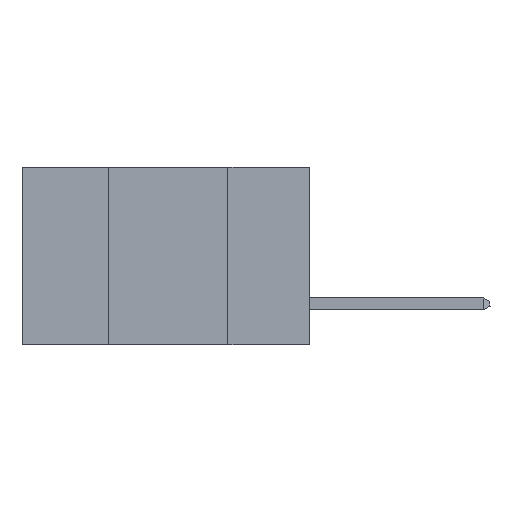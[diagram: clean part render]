
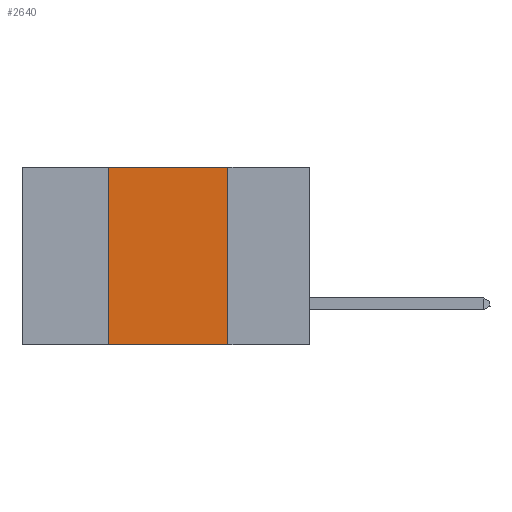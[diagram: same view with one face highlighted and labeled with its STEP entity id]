
A CAD part, left-side view. The second image highlights one B-rep face of the part: STEP entity #2640.
In plain terms, the highlighted planar face has unit normal (-1, 0, 0).
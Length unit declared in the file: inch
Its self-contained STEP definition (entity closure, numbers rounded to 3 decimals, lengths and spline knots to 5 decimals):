
#1501 = VECTOR ( 'NONE', #10562, 39.37008 ) ;
#1589 = CARTESIAN_POINT ( 'NONE',  ( 0., 0.42, -0.37 ) ) ;
#2002 = AXIS2_PLACEMENT_3D ( 'NONE', #8199, #2211, #4605 ) ;
#2211 = DIRECTION ( 'NONE',  ( 1., 0., 0. ) ) ;
#2314 = EDGE_CURVE ( 'NONE', #4067, #10694, #7993, .T. ) ;
#2498 = EDGE_LOOP ( 'NONE', ( #7446, #9605, #12714, #7173 ) ) ;
#2635 = VECTOR ( 'NONE', #15638, 39.37008 ) ;
#2640 = ADVANCED_FACE ( 'NONE', ( #11000 ), #9467, .F. ) ;
#2738 = VERTEX_POINT ( 'NONE', #15314 ) ;
#2799 = LINE ( 'NONE', #3993, #9995 ) ;
#3993 = CARTESIAN_POINT ( 'NONE',  ( 0., 0.6, -0.37 ) ) ;
#4067 = VERTEX_POINT ( 'NONE', #13265 ) ;
#4411 = CARTESIAN_POINT ( 'NONE',  ( 0., 0.6, 0. ) ) ;
#4605 = DIRECTION ( 'NONE',  ( 0., 0., -1. ) ) ;
#5666 = LINE ( 'NONE', #14413, #2635 ) ;
#5881 = DIRECTION ( 'NONE',  ( 0., 0., -1. ) ) ;
#6059 = CARTESIAN_POINT ( 'NONE',  ( 0., 0.17, 0. ) ) ;
#7173 = ORIENTED_EDGE ( 'NONE', *, *, #9209, .T. ) ;
#7446 = ORIENTED_EDGE ( 'NONE', *, *, #2314, .F. ) ;
#7747 = VERTEX_POINT ( 'NONE', #1589 ) ;
#7993 = LINE ( 'NONE', #6059, #13271 ) ;
#8199 = CARTESIAN_POINT ( 'NONE',  ( 0., 0.6, 0. ) ) ;
#8801 = EDGE_CURVE ( 'NONE', #2738, #4067, #11483, .T. ) ;
#9209 = EDGE_CURVE ( 'NONE', #7747, #10694, #2799, .T. ) ;
#9467 = PLANE ( 'NONE',  #2002 ) ;
#9605 = ORIENTED_EDGE ( 'NONE', *, *, #8801, .F. ) ;
#9995 = VECTOR ( 'NONE', #14152, 39.37008 ) ;
#10562 = DIRECTION ( 'NONE',  ( 0., -1., 0. ) ) ;
#10694 = VERTEX_POINT ( 'NONE', #14691 ) ;
#11000 = FACE_OUTER_BOUND ( 'NONE', #2498, .T. ) ;
#11483 = LINE ( 'NONE', #4411, #1501 ) ;
#12714 = ORIENTED_EDGE ( 'NONE', *, *, #14957, .F. ) ;
#13265 = CARTESIAN_POINT ( 'NONE',  ( 0., 0.17, 0. ) ) ;
#13271 = VECTOR ( 'NONE', #5881, 39.37008 ) ;
#14152 = DIRECTION ( 'NONE',  ( 0., -1., 0. ) ) ;
#14413 = CARTESIAN_POINT ( 'NONE',  ( 0., 0.42, 0. ) ) ;
#14691 = CARTESIAN_POINT ( 'NONE',  ( 0., 0.17, -0.37 ) ) ;
#14957 = EDGE_CURVE ( 'NONE', #7747, #2738, #5666, .T. ) ;
#15314 = CARTESIAN_POINT ( 'NONE',  ( 0., 0.42, 0. ) ) ;
#15638 = DIRECTION ( 'NONE',  ( 0., 0., 1. ) ) ;
